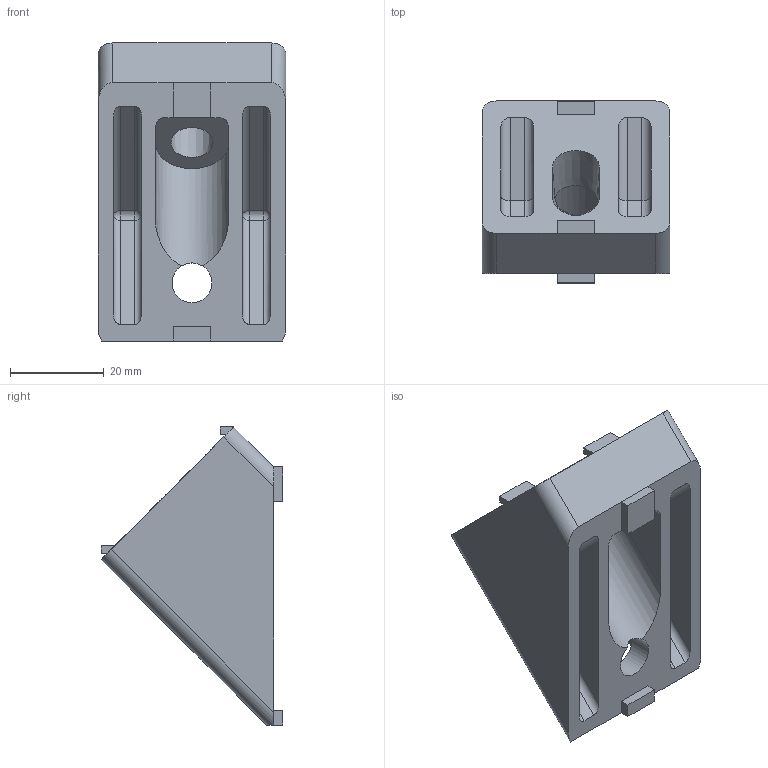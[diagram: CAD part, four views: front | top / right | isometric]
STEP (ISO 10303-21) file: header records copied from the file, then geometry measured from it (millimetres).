
FILE_DESCRIPTION(/* description */ ('STEP AP214'),/* implementation_level */ '2;1');
FILE_NAME(/* name */ '093WS40145N08R',/* time_stamp */ '2025-01-22T09:55:58+01:00',/* author */ ('License CC BY-ND 4.0'),/* organization */ ('CADENAS'),/* preprocessor_version */ 'ST-DEVELOPER v19.3',/* originating_system */ 'PARTsolutions',/* authorisation */ ' ');
FILE_SCHEMA (('AUTOMOTIVE_DESIGN {1 0 10303 214 3 1 1}'));
Length unit declared in the file: millimetre
Products named in the file (1): 093WS40145N08R
Bounding box: 40 x 38.77 x 63.55 mm (x, y, z)
Volume: 32074.7 mm3; surface area: 13852.4 mm2
Topology: 1 solids, 1 shells, 92 faces, 237 edges, 146 vertices
Faces by surface type: plane 51, cylinder 33, sphere 4, bspline 2, cone 1, torus 1
Full cylindrical faces by diameter (mm): 8.5 x1
Entity records: 2805 total; most frequent: CARTESIAN_POINT 530, DIRECTION 475, ORIENTED_EDGE 458, EDGE_CURVE 229, LINE 159, VECTOR 159, AXIS2_PLACEMENT_3D 158, VERTEX_POINT 145
